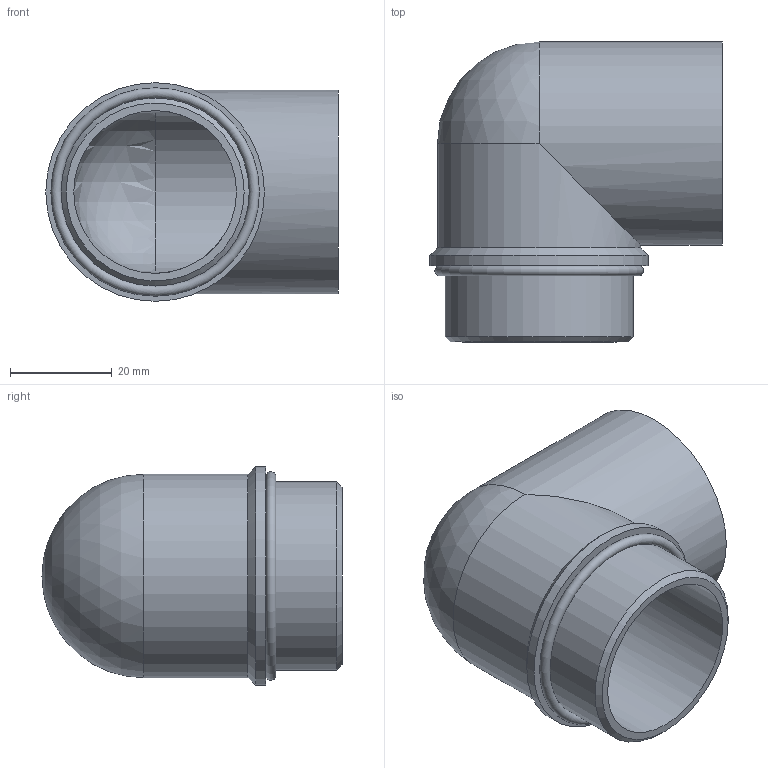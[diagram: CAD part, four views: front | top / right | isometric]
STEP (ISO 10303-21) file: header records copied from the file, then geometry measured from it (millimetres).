
FILE_DESCRIPTION( ( 'STEP AP203' ), '1' );
FILE_NAME( 'FLEXA WIC-P 0512.100.029.stp', '2020-03-10T14:34:34', ( '' ), ( '' ), ' ', 'PARTsolutions', ' ' );
FILE_SCHEMA( ( 'CONFIG_CONTROL_DESIGN' ) );
Length unit declared in the file: millimetre
Products named in the file (1): _FLEXA WIC-P 0512.100.029
Bounding box: 57.5 x 59 x 43 mm (x, y, z)
Volume: 27549 mm3; surface area: 17905 mm2
Topology: 1 solids, 1 shells, 17 faces, 35 edges, 19 vertices
Faces by surface type: cylinder 7, plane 4, cone 3, sphere 2, torus 1
Full cylindrical faces by diameter (mm): 32 x2, 36.24 x1, 37 x1, 40 x2, 43 x1
Entity records: 408 total; most frequent: DIRECTION 74, CARTESIAN_POINT 55, ORIENTED_EDGE 38, AXIS2_PLACEMENT_3D 37, EDGE_LOOP 32, FACE_OUTER_BOUND 25, EDGE_CURVE 19, VERTEX_POINT 18
